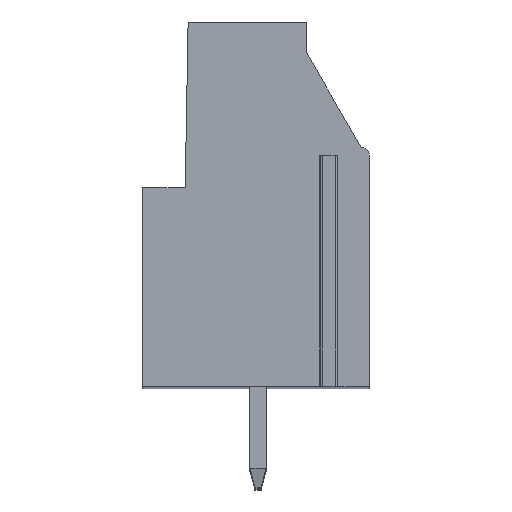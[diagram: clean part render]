
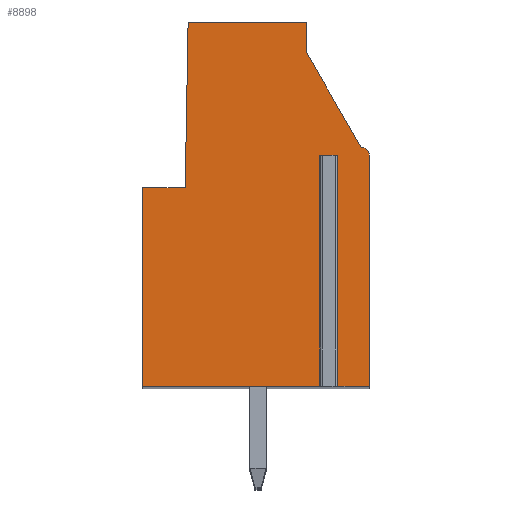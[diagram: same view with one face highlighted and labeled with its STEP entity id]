
A CAD part, top view. The second image highlights one B-rep face of the part: STEP entity #8898.
In plain terms, the highlighted planar face has unit normal (0, 0, 1).
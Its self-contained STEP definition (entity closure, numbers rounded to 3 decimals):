
#904=DIRECTION('',(1.,0.,0.));
#905=VECTOR('',#904,0.5);
#906=CARTESIAN_POINT('',(3.347,2.4,2.5));
#907=LINE('',#906,#905);
#908=DIRECTION('',(0.,1.,0.));
#909=VECTOR('',#908,11.4);
#910=CARTESIAN_POINT('',(3.347,-9.,2.5));
#911=LINE('',#910,#909);
#912=DIRECTION('',(1.,0.,0.));
#913=VECTOR('',#912,8.95);
#914=CARTESIAN_POINT('',(-5.603,-9.,2.5));
#915=LINE('',#914,#913);
#916=DIRECTION('',(0.,-1.,0.));
#917=VECTOR('',#916,9.8);
#918=CARTESIAN_POINT('',(-5.603,0.8,2.5));
#919=LINE('',#918,#917);
#920=DIRECTION('',(-1.,0.,0.));
#921=VECTOR('',#920,2.1);
#922=CARTESIAN_POINT('',(-3.503,0.8,2.5));
#923=LINE('',#922,#921);
#924=DIRECTION('',(-0.017,-1.,0.));
#925=VECTOR('',#924,8.201);
#926=CARTESIAN_POINT('',(-3.36,9.,2.5));
#927=LINE('',#926,#925);
#928=DIRECTION('',(-1.,0.,0.));
#929=VECTOR('',#928,5.86);
#930=CARTESIAN_POINT('',(2.5,9.,2.5));
#931=LINE('',#930,#929);
#932=DIRECTION('',(0.,1.,0.));
#933=VECTOR('',#932,1.523);
#934=CARTESIAN_POINT('',(2.5,7.477,2.5));
#935=LINE('',#934,#933);
#936=DIRECTION('',(-0.5,0.866,0.));
#937=VECTOR('',#936,5.394);
#938=CARTESIAN_POINT('',(5.197,2.805,2.5));
#939=LINE('',#938,#937);
#940=CARTESIAN_POINT('',(5.197,2.405,2.5));
#941=DIRECTION('',(0.,0.,1.));
#942=DIRECTION('',(1.,0.,0.));
#943=AXIS2_PLACEMENT_3D('',#940,#941,#942);
#945=DIRECTION('',(0.,1.,0.));
#946=VECTOR('',#945,11.405);
#947=CARTESIAN_POINT('',(5.597,-9.,2.5));
#948=LINE('',#947,#946);
#949=DIRECTION('',(1.,0.,0.));
#950=VECTOR('',#949,1.75);
#951=CARTESIAN_POINT('',(3.847,-9.,2.5));
#952=LINE('',#951,#950);
#953=DIRECTION('',(0.,1.,0.));
#954=VECTOR('',#953,11.4);
#955=CARTESIAN_POINT('',(3.847,-9.,2.5));
#956=LINE('',#955,#954);
#6453=CARTESIAN_POINT('',(5.597,-9.,2.5));
#6454=CARTESIAN_POINT('',(5.597,2.405,2.5));
#6455=VERTEX_POINT('',#6453);
#6456=VERTEX_POINT('',#6454);
#6457=CARTESIAN_POINT('',(5.197,2.805,2.5));
#6458=VERTEX_POINT('',#6457);
#6459=CARTESIAN_POINT('',(2.5,7.477,2.5));
#6460=VERTEX_POINT('',#6459);
#6461=CARTESIAN_POINT('',(2.5,9.,2.5));
#6462=VERTEX_POINT('',#6461);
#6463=CARTESIAN_POINT('',(-3.36,9.,2.5));
#6464=VERTEX_POINT('',#6463);
#6465=CARTESIAN_POINT('',(-3.503,0.8,2.5));
#6466=VERTEX_POINT('',#6465);
#6467=CARTESIAN_POINT('',(-5.603,0.8,2.5));
#6468=VERTEX_POINT('',#6467);
#6469=CARTESIAN_POINT('',(-5.603,-9.,2.5));
#6470=VERTEX_POINT('',#6469);
#6507=CARTESIAN_POINT('',(3.347,2.4,2.5));
#6508=CARTESIAN_POINT('',(3.847,2.4,2.5));
#6509=VERTEX_POINT('',#6507);
#6510=VERTEX_POINT('',#6508);
#6511=CARTESIAN_POINT('',(3.347,-9.,2.5));
#6512=VERTEX_POINT('',#6511);
#6513=CARTESIAN_POINT('',(3.847,-9.,2.5));
#6514=VERTEX_POINT('',#6513);
#8875=CARTESIAN_POINT('',(0.,0.,2.5));
#8876=DIRECTION('',(0.,0.,1.));
#8877=DIRECTION('',(1.,0.,0.));
#8878=AXIS2_PLACEMENT_3D('',#8875,#8876,#8877);
#8879=PLANE('',#8878);
#8881=ORIENTED_EDGE('',*,*,#8880,.F.);
#8883=ORIENTED_EDGE('',*,*,#8882,.F.);
#8884=ORIENTED_EDGE('',*,*,#8241,.F.);
#8885=ORIENTED_EDGE('',*,*,#8516,.F.);
#8886=ORIENTED_EDGE('',*,*,#8530,.F.);
#8887=ORIENTED_EDGE('',*,*,#8544,.F.);
#8888=ORIENTED_EDGE('',*,*,#8558,.F.);
#8889=ORIENTED_EDGE('',*,*,#8668,.F.);
#8890=ORIENTED_EDGE('',*,*,#8682,.F.);
#8891=ORIENTED_EDGE('',*,*,#8696,.F.);
#8892=ORIENTED_EDGE('',*,*,#8709,.F.);
#8893=ORIENTED_EDGE('',*,*,#8253,.F.);
#8895=ORIENTED_EDGE('',*,*,#8894,.T.);
#8896=EDGE_LOOP('',(#8881,#8883,#8884,#8885,#8886,#8887,#8888,#8889,#8890,#8891,
#8892,#8893,#8895));
#8897=FACE_OUTER_BOUND('',#8896,.F.);
#944=CIRCLE('',#943,0.4);
#8241=EDGE_CURVE('',#6470,#6512,#915,.T.);
#8253=EDGE_CURVE('',#6514,#6455,#952,.T.);
#8516=EDGE_CURVE('',#6468,#6470,#919,.T.);
#8530=EDGE_CURVE('',#6466,#6468,#923,.T.);
#8544=EDGE_CURVE('',#6464,#6466,#927,.T.);
#8558=EDGE_CURVE('',#6462,#6464,#931,.T.);
#8668=EDGE_CURVE('',#6460,#6462,#935,.T.);
#8682=EDGE_CURVE('',#6458,#6460,#939,.T.);
#8696=EDGE_CURVE('',#6456,#6458,#944,.T.);
#8709=EDGE_CURVE('',#6455,#6456,#948,.T.);
#8880=EDGE_CURVE('',#6509,#6510,#907,.T.);
#8882=EDGE_CURVE('',#6512,#6509,#911,.T.);
#8894=EDGE_CURVE('',#6514,#6510,#956,.T.);
#8898=ADVANCED_FACE('',(#8897),#8879,.T.);
